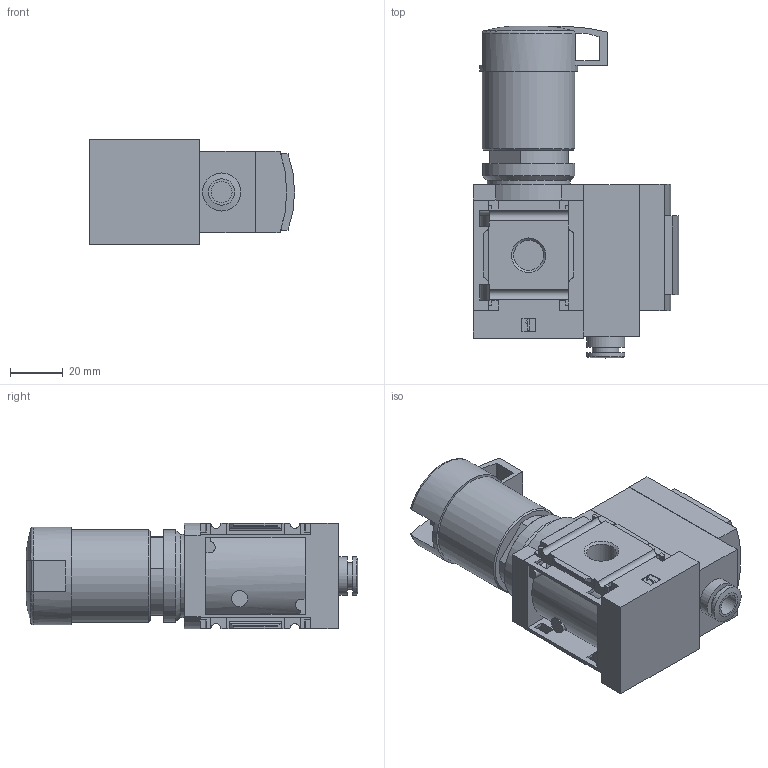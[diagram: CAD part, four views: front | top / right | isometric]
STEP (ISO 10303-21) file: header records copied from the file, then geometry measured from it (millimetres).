
FILE_DESCRIPTION(/* description */ ('STEP AP214'),/* implementation_level */ '2;1');
FILE_NAME(/* name */ '529481_MS4-LRB-1_4-D6-AS-BD-Z',/* time_stamp */ '2024-09-09T19:23:09+02:00',/* author */ ('License CC BY-ND 4.0'),/* organization */ ('CADENAS'),/* preprocessor_version */ 'ST-DEVELOPER v19.3',/* originating_system */ 'PARTsolutions',/* authorisation */ ' ');
FILE_SCHEMA (('AUTOMOTIVE_DESIGN {1 0 10303 214 3 1 1}'));
Length unit declared in the file: millimetre
Products named in the file (3): 529481 MS4-LRB-1/4-D6-AS-BD-Z; 527692 MS4-LRB-1/4-D6-AS-BD-Z-0D; 3343944 LRP-...-6
Assembly tree (2 placements, depth 2):
  529481 MS4-LRB-1/4-D6-AS-BD-Z
    527692 MS4-LRB-1/4-D6-AS-BD-Z-0D
    3343944 LRP-...-6
Bounding box: 78 x 126.2 x 40.2 mm (x, y, z)
Volume: 198218.5 mm3; surface area: 32460.9 mm2
Topology: 2 solids, 2 shells, 284 faces, 775 edges, 510 vertices
Faces by surface type: plane 210, cylinder 60, cone 10, torus 4
Full cylindrical faces by diameter (mm): 6.1 x1, 8 x1, 10 x1, 11.445 x2, 14.5 x2, 28.376 x1, 31.6 x1, 35 x1, 35.2 x1, 37.2 x1
Entity records: 10826 total; most frequent: CARTESIAN_POINT 1607, ORIENTED_EDGE 1502, DIRECTION 1451, EDGE_CURVE 751, LINE 599, VECTOR 599, VERTEX_POINT 508, AXIS2_PLACEMENT_3D 426
